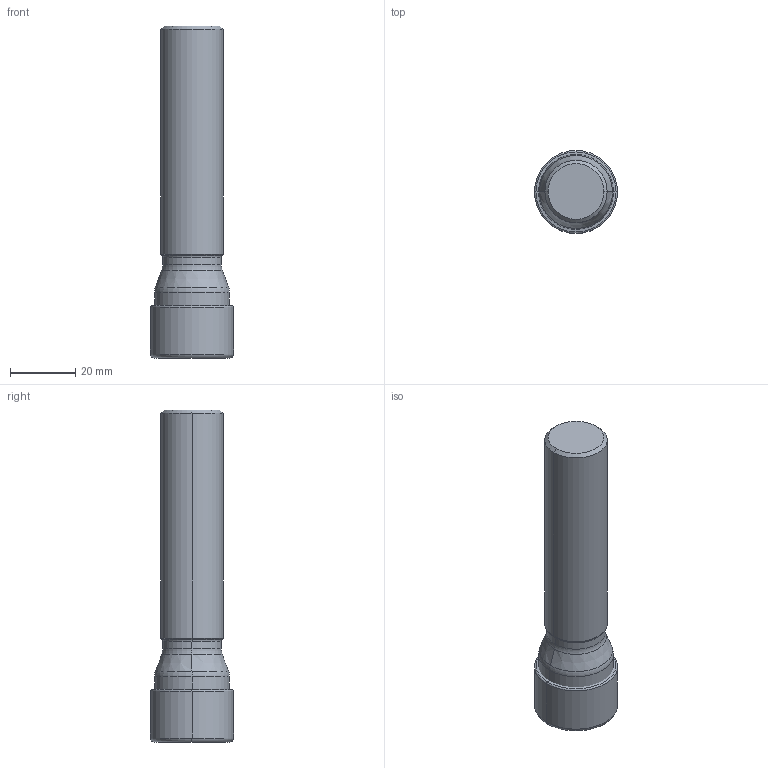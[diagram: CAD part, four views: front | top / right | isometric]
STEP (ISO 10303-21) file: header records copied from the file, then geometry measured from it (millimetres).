
FILE_DESCRIPTION(/* description */ (''),/* implementation_level */ '2;1');
FILE_NAME(/* name */ 'APX4000UR162SA12SA_IR0_047.stp',/* time_stamp */ '2021-09-08T11:43:20+09:00',/* author */ (''),/* organization */ (''),/* preprocessor_version */ 'ST-DEVELOPER v16',/* originating_system */ 'SIEMENS PLM Software NX 10.0',/* authorisation */ '');
FILE_SCHEMA (('AUTOMOTIVE_DESIGN { 1 0 10303 214 3 1 1 1 }'));
Length unit declared in the file: millimetre
Products named in the file (1): APX4000UR162SA12SA_IR0_047_ASM
Bounding box: 25.4 x 25.4 x 101.6 mm (x, y, z)
Volume: 39215.1 mm3; surface area: 9494.3 mm2
Topology: 2 solids, 2 shells, 63 faces, 148 edges, 105 vertices
Faces by surface type: torus 24, cone 24, cylinder 8, bspline 4, plane 3
Entity records: 2057 total; most frequent: CARTESIAN_POINT 400, DIRECTION 396, ORIENTED_EDGE 268, AXIS2_PLACEMENT_3D 179, EDGE_CURVE 134, CIRCLE 109, VERTEX_POINT 74, EDGE_LOOP 64
